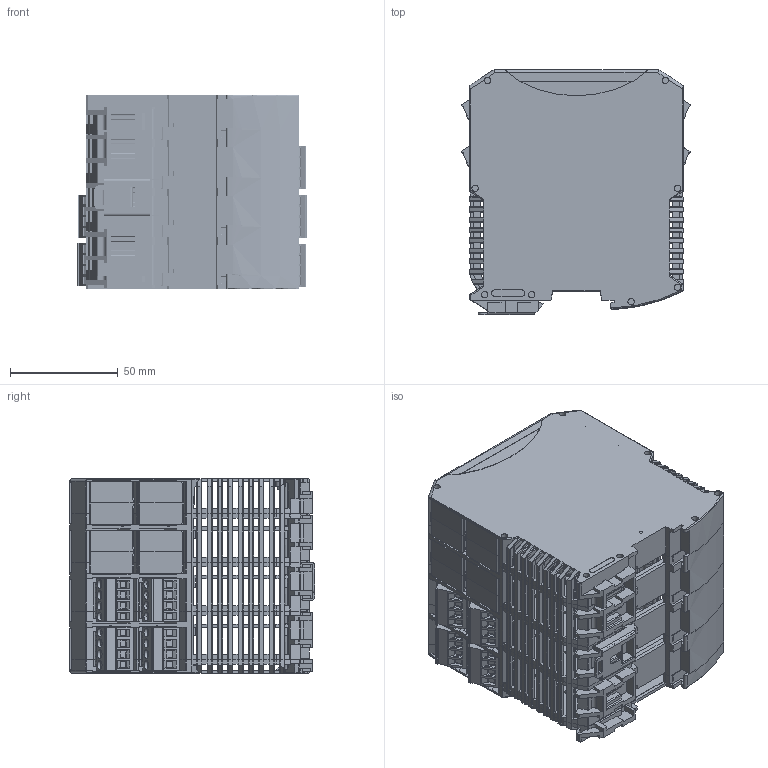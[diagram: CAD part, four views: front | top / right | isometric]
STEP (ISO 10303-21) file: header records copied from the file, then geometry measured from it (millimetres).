
FILE_DESCRIPTION(/* description */ (''),/* implementation_level */ '2;1');
FILE_NAME(/* name */ '4000-10-01-08-000 SDU 11 PXV.stp',/* time_stamp */ '2020-03-09T15:16:53+01:00',/* author */ ('choi'),/* organization */ (''),/* preprocessor_version */ 'ST-DEVELOPER v15.6',/* originating_system */ 'Autodesk Inventor 2015',/* authorisation */ '');
FILE_SCHEMA (('AUTOMOTIVE_DESIGN { 1 0 10303 214 3 1 1 }'));
Length unit declared in the file: millimetre
Products named in the file (11): ME_MAX_22.5_GEH-1; ME_MAX_45_MT_CL_2-2; ME_MAX_GEH-L_2-2(Gehäuse-schmal)-08; MSTBT_2.5_4_ST_H.Select; 1760808(Stecker); Fussriegel_17.5_L30; pxc_269; ME_MAX_45_DKL_CL(Deckel_-08; ME_MAX_45_DKL_CL(Deckel_-2; BBH Produkts LOGO; 4000-10-01-08-000 SDU 11 PXV
Assembly tree (26 placements, depth 3):
  4000-10-01-08-000 SDU 11 PXV
    ME_MAX_22.5_GEH-1
    ME_MAX_45_MT_CL_2-2  x3
    ME_MAX_GEH-L_2-2(Gehäuse-schmal)-08
    1760808(Stecker)  x9
      MSTBT_2.5_4_ST_H.Select
    Fussriegel_17.5_L30
    pxc_269  x7
    ME_MAX_45_DKL_CL(Deckel_-08
    ME_MAX_45_DKL_CL(Deckel_-2
    BBH Produkts LOGO
Bounding box: 106.4 x 113.85 x 90.4 mm (x, y, z)
Volume: 133995.9 mm3; surface area: 181121.9 mm2
Topology: 25 solids, 25 shells, 7748 faces, 21346 edges, 13816 vertices
Faces by surface type: plane 6021, cylinder 1601, bspline 78, cone 46, torus 2
Full cylindrical faces by diameter (mm): 1.35 x7, 1.4 x47, 1.5 x48, 1.6 x1, 2.2 x32, 2.8 x28, 2.9 x64, 3 x16, 3.783 x36, 4 x36, 4.5 x1
Entity records: 114135 total; most frequent: CARTESIAN_POINT 24753, ORIENTED_EDGE 18926, DIRECTION 17674, EDGE_CURVE 9461, LINE 7650, VECTOR 7650, VERTEX_POINT 6220, AXIS2_PLACEMENT_3D 5012
